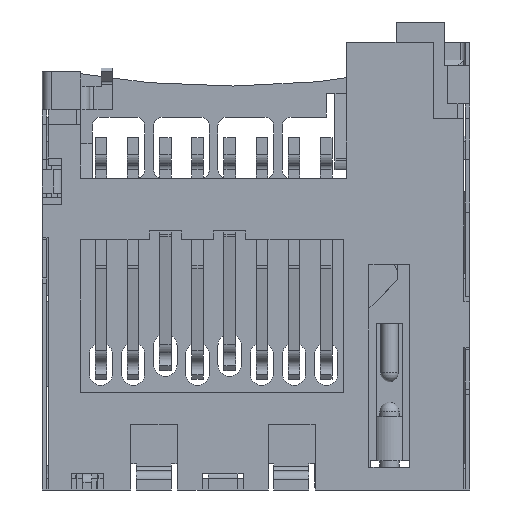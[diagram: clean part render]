
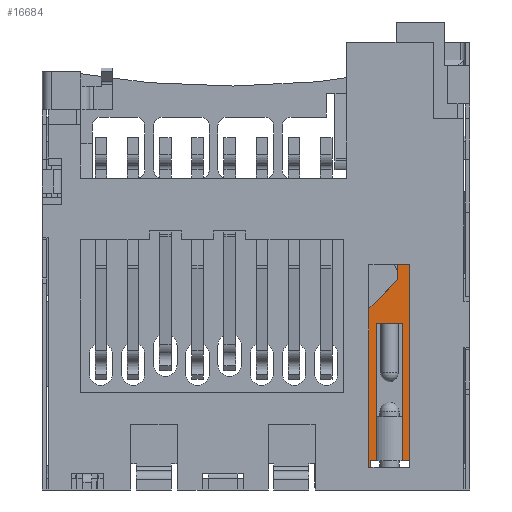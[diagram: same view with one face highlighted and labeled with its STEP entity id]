
A CAD part, front view. The second image highlights one B-rep face of the part: STEP entity #16684.
In plain terms, the highlighted planar face has unit normal (0, -1, 0).
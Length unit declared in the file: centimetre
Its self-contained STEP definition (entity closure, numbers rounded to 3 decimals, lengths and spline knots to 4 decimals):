
#144=PLANE('',#17664);
#881=FACE_OUTER_BOUND('',#1749,.T.);
#1749=EDGE_LOOP('',(#12522,#12523,#12524,#12525,#12526,#12527,#12528,#12529,
#12530,#12531,#12532,#12533));
#2711=LINE('',#23918,#4825);
#3069=LINE('',#24733,#5183);
#3072=LINE('',#24740,#5186);
#3076=LINE('',#24752,#5190);
#3077=LINE('',#24753,#5191);
#3078=LINE('',#24755,#5192);
#3079=LINE('',#24757,#5193);
#3080=LINE('',#24758,#5194);
#3081=LINE('',#24760,#5195);
#3082=LINE('',#24762,#5196);
#3083=LINE('',#24764,#5197);
#3084=LINE('',#24765,#5198);
#4825=VECTOR('',#19206,100.);
#5183=VECTOR('',#19858,100.);
#5186=VECTOR('',#19863,100.);
#5190=VECTOR('',#19871,100.);
#5191=VECTOR('',#19872,100.);
#5192=VECTOR('',#19873,100.);
#5193=VECTOR('',#19874,100.);
#5194=VECTOR('',#19875,100.);
#5195=VECTOR('',#19876,100.);
#5196=VECTOR('',#19877,100.);
#5197=VECTOR('',#19878,100.);
#5198=VECTOR('',#19879,100.);
#7342=VERTEX_POINT('',#23915);
#7343=VERTEX_POINT('',#23917);
#7649=VERTEX_POINT('',#24724);
#7653=VERTEX_POINT('',#24732);
#7656=VERTEX_POINT('',#24738);
#7661=VERTEX_POINT('',#24750);
#7662=VERTEX_POINT('',#24751);
#7663=VERTEX_POINT('',#24754);
#7664=VERTEX_POINT('',#24756);
#7665=VERTEX_POINT('',#24759);
#7666=VERTEX_POINT('',#24761);
#7667=VERTEX_POINT('',#24763);
#9094=EDGE_CURVE('',#7342,#7343,#2711,.T.);
#9513=EDGE_CURVE('',#7343,#7653,#3069,.T.);
#9517=EDGE_CURVE('',#7656,#7649,#3072,.T.);
#9522=EDGE_CURVE('',#7661,#7662,#3076,.T.);
#9523=EDGE_CURVE('',#7649,#7661,#3077,.T.);
#9524=EDGE_CURVE('',#7663,#7656,#3078,.T.);
#9525=EDGE_CURVE('',#7664,#7663,#3079,.T.);
#9526=EDGE_CURVE('',#7653,#7664,#3080,.T.);
#9527=EDGE_CURVE('',#7342,#7665,#3081,.T.);
#9528=EDGE_CURVE('',#7666,#7665,#3082,.T.);
#9529=EDGE_CURVE('',#7667,#7666,#3083,.T.);
#9530=EDGE_CURVE('',#7662,#7667,#3084,.T.);
#12522=ORIENTED_EDGE('',*,*,#9522,.F.);
#12523=ORIENTED_EDGE('',*,*,#9523,.F.);
#12524=ORIENTED_EDGE('',*,*,#9517,.F.);
#12525=ORIENTED_EDGE('',*,*,#9524,.F.);
#12526=ORIENTED_EDGE('',*,*,#9525,.F.);
#12527=ORIENTED_EDGE('',*,*,#9526,.F.);
#12528=ORIENTED_EDGE('',*,*,#9513,.F.);
#12529=ORIENTED_EDGE('',*,*,#9094,.F.);
#12530=ORIENTED_EDGE('',*,*,#9527,.T.);
#12531=ORIENTED_EDGE('',*,*,#9528,.F.);
#12532=ORIENTED_EDGE('',*,*,#9529,.F.);
#12533=ORIENTED_EDGE('',*,*,#9530,.F.);
#16684=ADVANCED_FACE('',(#881),#144,.F.);
#17664=AXIS2_PLACEMENT_3D('',#24749,#19869,#19870);
#19206=DIRECTION('',(0.,0.,-1.));
#19858=DIRECTION('',(-1.,0.,0.));
#19863=DIRECTION('',(-1.,0.,0.));
#19869=DIRECTION('center_axis',(0.,1.,0.));
#19870=DIRECTION('ref_axis',(0.,0.,1.));
#19871=DIRECTION('',(-1.,0.,0.));
#19872=DIRECTION('',(0.,0.,-1.));
#19873=DIRECTION('',(0.,0.,-1.));
#19874=DIRECTION('',(-1.,0.,0.));
#19875=DIRECTION('',(0.,0.,1.));
#19876=DIRECTION('',(-1.,0.,0.));
#19877=DIRECTION('',(0.,0.,1.));
#19878=DIRECTION('',(0.707,0.,0.707));
#19879=DIRECTION('',(0.,0.,1.));
#23915=CARTESIAN_POINT('',(0.526,-0.0585,-0.76));
#23917=CARTESIAN_POINT('',(0.526,-0.0585,-1.43));
#23918=CARTESIAN_POINT('',(0.526,-0.0585,-1.49));
#24724=CARTESIAN_POINT('',(0.39,-0.0585,-1.43));
#24732=CARTESIAN_POINT('',(0.5,-0.0585,-1.43));
#24733=CARTESIAN_POINT('',(0.69,-0.0585,-1.43));
#24738=CARTESIAN_POINT('',(0.412,-0.0585,-1.43));
#24740=CARTESIAN_POINT('',(0.69,-0.0585,-1.43));
#24749=CARTESIAN_POINT('Origin',(0.,-0.0585,0.));
#24750=CARTESIAN_POINT('',(0.39,-0.0585,-1.453));
#24751=CARTESIAN_POINT('',(0.386,-0.0585,-1.453));
#24752=CARTESIAN_POINT('',(0.,-0.0585,-1.453));
#24753=CARTESIAN_POINT('',(0.39,-0.0585,0.));
#24754=CARTESIAN_POINT('',(0.412,-0.0585,-0.96));
#24755=CARTESIAN_POINT('',(0.412,-0.0585,0.));
#24756=CARTESIAN_POINT('',(0.5,-0.0585,-0.96));
#24757=CARTESIAN_POINT('',(0.,-0.0585,-0.96));
#24758=CARTESIAN_POINT('',(0.5,-0.0585,0.));
#24759=CARTESIAN_POINT('',(0.485,-0.0585,-0.76));
#24760=CARTESIAN_POINT('',(0.386,-0.0585,-0.76));
#24761=CARTESIAN_POINT('',(0.485,-0.0585,-0.811));
#24762=CARTESIAN_POINT('',(0.485,-0.0585,-0.811));
#24763=CARTESIAN_POINT('',(0.386,-0.0585,-0.91));
#24764=CARTESIAN_POINT('',(0.386,-0.0585,-0.91));
#24765=CARTESIAN_POINT('',(0.386,-0.0585,0.));
